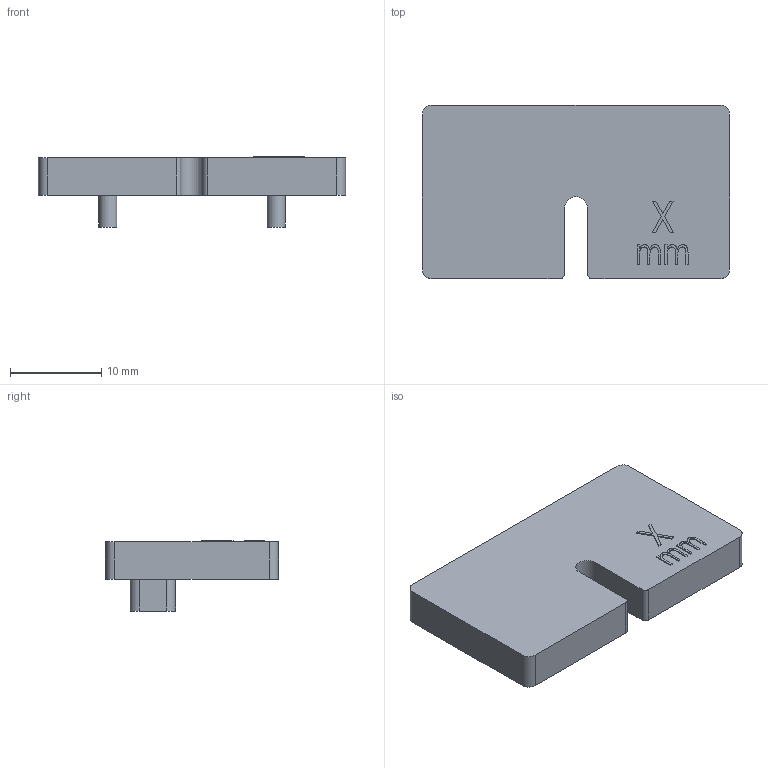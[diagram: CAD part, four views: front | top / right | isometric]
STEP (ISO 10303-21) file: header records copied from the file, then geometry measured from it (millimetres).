
FILE_DESCRIPTION (( 'STEP AP203' ), '1' );
FILE_NAME ('A19_21-008.STEP', '2021-07-13T11:18:32', ( '' ), ( '' ), 'SwSTEP 2.0', 'SolidWorks 2019', '' );
FILE_SCHEMA (( 'CONFIG_CONTROL_DESIGN' ));
Length unit declared in the file: millimetre
Products named in the file (1): A19_21-008
Bounding box: 33.7 x 19 x 7.7 mm (x, y, z)
Volume: 2596.4 mm3; surface area: 1818.8 mm2
Topology: 1 solids, 1 shells, 81 faces, 222 edges, 148 vertices
Faces by surface type: plane 52, bspline 18, cylinder 11
Entity records: 3515 total; most frequent: CARTESIAN_POINT 1478, ORIENTED_EDGE 444, DIRECTION 336, EDGE_CURVE 222, VECTOR 164, LINE 164, VERTEX_POINT 148, AXIS2_PLACEMENT_3D 86
